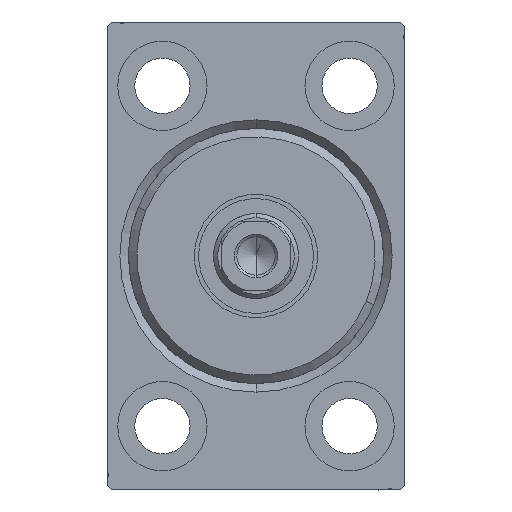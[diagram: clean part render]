
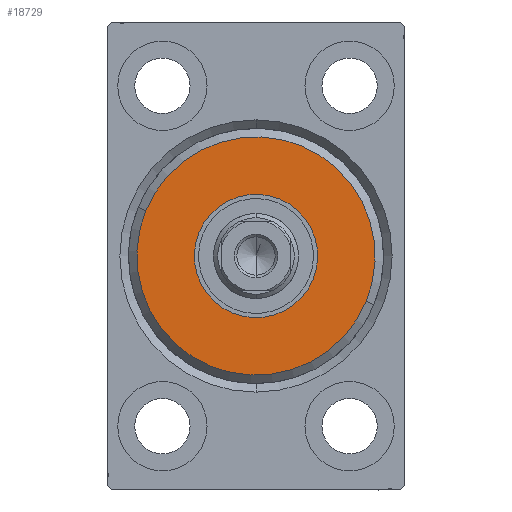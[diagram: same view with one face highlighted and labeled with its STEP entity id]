
A CAD part, left-side view. The second image highlights one B-rep face of the part: STEP entity #18729.
In plain terms, the highlighted face is planar.
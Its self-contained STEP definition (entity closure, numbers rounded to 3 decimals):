
#1692 = VERTEX_POINT ( 'NONE', #20468 ) ;
#1810 = AXIS2_PLACEMENT_3D ( 'NONE', #40398, #3136, #19331 ) ;
#2265 = DIRECTION ( 'NONE',  ( 1., 0., 0. ) ) ;
#2468 = CIRCLE ( 'NONE', #42134, 14. ) ;
#3136 = DIRECTION ( 'NONE',  ( 1., 0., 0. ) ) ;
#4201 = VERTEX_POINT ( 'NONE', #17096 ) ;
#4273 = PLANE ( 'NONE',  #26368 ) ;
#4871 = DIRECTION ( 'NONE',  ( 1., 0., 0. ) ) ;
#4989 = EDGE_LOOP ( 'NONE', ( #7248, #5346 ) ) ;
#5346 = ORIENTED_EDGE ( 'NONE', *, *, #24392, .T. ) ;
#6802 = VERTEX_POINT ( 'NONE', #19457 ) ;
#7248 = ORIENTED_EDGE ( 'NONE', *, *, #27147, .T. ) ;
#9580 = CIRCLE ( 'NONE', #13932, 7.25 ) ;
#9600 = CARTESIAN_POINT ( 'NONE',  ( 3., 0., 14. ) ) ;
#9975 = ORIENTED_EDGE ( 'NONE', *, *, #33462, .F. ) ;
#11351 = DIRECTION ( 'NONE',  ( 0., 0., -1. ) ) ;
#11519 = CARTESIAN_POINT ( 'NONE',  ( 3., 0., 0. ) ) ;
#11725 = CIRCLE ( 'NONE', #1810, 7.25 ) ;
#13932 = AXIS2_PLACEMENT_3D ( 'NONE', #11519, #4871, #37745 ) ;
#17096 = CARTESIAN_POINT ( 'NONE',  ( 3., 0., -14. ) ) ;
#18729 = ADVANCED_FACE ( 'NONE', ( #34033, #34685 ), #4273, .T. ) ;
#19331 = DIRECTION ( 'NONE',  ( 0., 0., -1. ) ) ;
#19392 = CIRCLE ( 'NONE', #25067, 14. ) ;
#19457 = CARTESIAN_POINT ( 'NONE',  ( 3., 0., -7.25 ) ) ;
#20468 = CARTESIAN_POINT ( 'NONE',  ( 3., 0., 7.25 ) ) ;
#20696 = CARTESIAN_POINT ( 'NONE',  ( 3., 0., 0. ) ) ;
#20735 = CARTESIAN_POINT ( 'NONE',  ( 3., 0., 0. ) ) ;
#20959 = DIRECTION ( 'NONE',  ( 0., 0., -1. ) ) ;
#24392 = EDGE_CURVE ( 'NONE', #4201, #25685, #19392, .T. ) ;
#25067 = AXIS2_PLACEMENT_3D ( 'NONE', #20735, #30289, #20959 ) ;
#25685 = VERTEX_POINT ( 'NONE', #9600 ) ;
#26368 = AXIS2_PLACEMENT_3D ( 'NONE', #20696, #38010, #11351 ) ;
#27147 = EDGE_CURVE ( 'NONE', #25685, #4201, #2468, .T. ) ;
#27170 = EDGE_LOOP ( 'NONE', ( #30399, #9975 ) ) ;
#30289 = DIRECTION ( 'NONE',  ( 1., 0., 0. ) ) ;
#30399 = ORIENTED_EDGE ( 'NONE', *, *, #32302, .F. ) ;
#32302 = EDGE_CURVE ( 'NONE', #6802, #1692, #9580, .T. ) ;
#33462 = EDGE_CURVE ( 'NONE', #1692, #6802, #11725, .T. ) ;
#34033 = FACE_OUTER_BOUND ( 'NONE', #4989, .T. ) ;
#34685 = FACE_BOUND ( 'NONE', #27170, .T. ) ;
#35348 = DIRECTION ( 'NONE',  ( 0., 0., -1. ) ) ;
#37745 = DIRECTION ( 'NONE',  ( 0., 0., -1. ) ) ;
#38010 = DIRECTION ( 'NONE',  ( 1., 0., 0. ) ) ;
#40398 = CARTESIAN_POINT ( 'NONE',  ( 3., 0., 0. ) ) ;
#42134 = AXIS2_PLACEMENT_3D ( 'NONE', #42632, #2265, #35348 ) ;
#42632 = CARTESIAN_POINT ( 'NONE',  ( 3., 0., 0. ) ) ;
